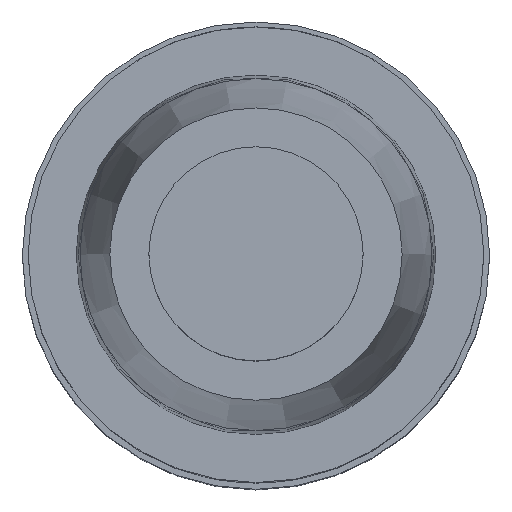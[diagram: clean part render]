
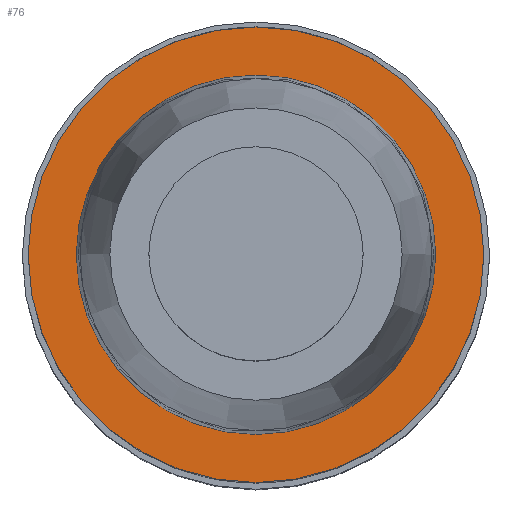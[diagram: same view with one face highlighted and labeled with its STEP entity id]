
A CAD part, top view. The second image highlights one B-rep face of the part: STEP entity #76.
In plain terms, the highlighted planar face has unit normal (0, 0, 1).
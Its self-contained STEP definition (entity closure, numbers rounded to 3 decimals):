
#53=PLANE('',#296);
#76=ADVANCED_FACE('',(#104,#105),#53,.F.);
#104=FACE_BOUND('',#129,.T.);
#105=FACE_BOUND('',#130,.T.);
#129=EDGE_LOOP('',(#167));
#130=EDGE_LOOP('',(#168));
#167=ORIENTED_EDGE('',*,*,#233,.T.);
#168=ORIENTED_EDGE('',*,*,#232,.F.);
#212=VERTEX_POINT('',#437);
#213=VERTEX_POINT('',#440);
#232=EDGE_CURVE('',#212,#212,#252,.T.);
#233=EDGE_CURVE('',#213,#213,#253,.T.);
#252=CIRCLE('',#293,5.85);
#253=CIRCLE('',#295,4.615);
#293=AXIS2_PLACEMENT_3D('',#436,#354,#355);
#295=AXIS2_PLACEMENT_3D('',#439,#358,#359);
#296=AXIS2_PLACEMENT_3D('',#441,#360,#361);
#354=DIRECTION('',(0.,0.,-1.));
#355=DIRECTION('',(-1.,0.,0.));
#358=DIRECTION('',(0.,0.,-1.));
#359=DIRECTION('',(-1.,0.,0.));
#360=DIRECTION('',(0.,0.,-1.));
#361=DIRECTION('',(-1.,0.,0.));
#436=CARTESIAN_POINT('',(0.,0.,0.));
#437=CARTESIAN_POINT('',(-5.85,0.,0.));
#439=CARTESIAN_POINT('',(0.,0.,0.));
#440=CARTESIAN_POINT('',(-4.615,0.,0.));
#441=CARTESIAN_POINT('',(-4.615,0.,0.));
